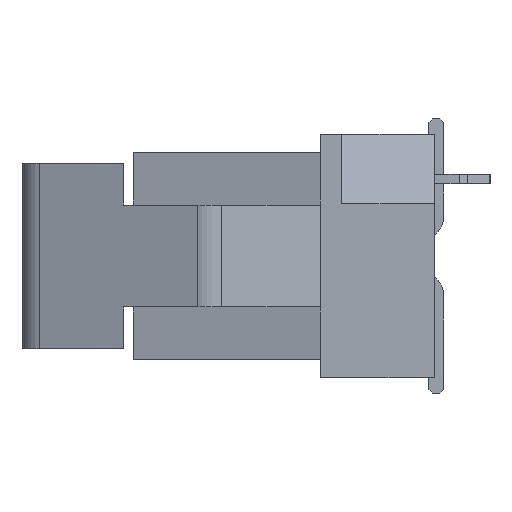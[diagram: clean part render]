
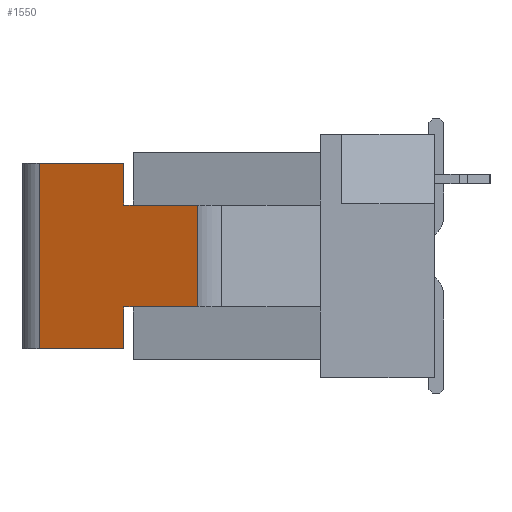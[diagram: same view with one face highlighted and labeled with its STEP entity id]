
A CAD part, left-side view. The second image highlights one B-rep face of the part: STEP entity #1550.
In plain terms, the highlighted planar face has unit normal (-0.94, 0.342, 0).
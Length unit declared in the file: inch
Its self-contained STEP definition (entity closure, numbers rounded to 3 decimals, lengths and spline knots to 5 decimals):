
#1550 = ADVANCED_FACE( '', ( #3352 ), #3353, .F. );
#3352 = FACE_OUTER_BOUND( '', #5419, .T. );
#3353 = PLANE( '', #5420 );
#5419 = EDGE_LOOP( '', ( #10296, #10297, #10298, #10299, #10300, #10301, #10302, #10303 ) );
#5420 = AXIS2_PLACEMENT_3D( '', #10304, #10305, #10306 );
#10296 = ORIENTED_EDGE( '', *, *, #14894, .T. );
#10297 = ORIENTED_EDGE( '', *, *, #14978, .T. );
#10298 = ORIENTED_EDGE( '', *, *, #15115, .F. );
#10299 = ORIENTED_EDGE( '', *, *, #15116, .T. );
#10300 = ORIENTED_EDGE( '', *, *, #13541, .F. );
#10301 = ORIENTED_EDGE( '', *, *, #15117, .F. );
#10302 = ORIENTED_EDGE( '', *, *, #15118, .F. );
#10303 = ORIENTED_EDGE( '', *, *, #15119, .F. );
#10304 = CARTESIAN_POINT( '', ( -0.62471, 0.42658, 0.055 ) );
#10305 = DIRECTION( '', ( 0.94, -0.342, 0. ) );
#10306 = DIRECTION( '', ( 0.342, 0.94, 0. ) );
#13541 = EDGE_CURVE( '', #16637, #16632, #16639, .T. );
#14894 = EDGE_CURVE( '', #18751, #18749, #18752, .T. );
#14978 = EDGE_CURVE( '', #18749, #18862, #18863, .T. );
#15115 = EDGE_CURVE( '', #19046, #18862, #19047, .T. );
#15116 = EDGE_CURVE( '', #19046, #16632, #19048, .T. );
#15117 = EDGE_CURVE( '', #19049, #16637, #19050, .T. );
#15118 = EDGE_CURVE( '', #19051, #19049, #19052, .T. );
#15119 = EDGE_CURVE( '', #18751, #19051, #19053, .T. );
#16632 = VERTEX_POINT( '', #21051 );
#16637 = VERTEX_POINT( '', #21057 );
#16639 = LINE( '', #21059, #21060 );
#18749 = VERTEX_POINT( '', #24172 );
#18751 = VERTEX_POINT( '', #24174 );
#18752 = LINE( '', #24175, #24176 );
#18862 = VERTEX_POINT( '', #24340 );
#18863 = LINE( '', #24341, #24342 );
#19046 = VERTEX_POINT( '', #24625 );
#19047 = LINE( '', #24626, #24627 );
#19048 = LINE( '', #24628, #24629 );
#19049 = VERTEX_POINT( '', #24630 );
#19050 = LINE( '', #24631, #24632 );
#19051 = VERTEX_POINT( '', #24633 );
#19052 = LINE( '', #24634, #24635 );
#19053 = LINE( '', #24636, #24637 );
#21051 = CARTESIAN_POINT( '', ( -0.68703, 0.25534, -0.055 ) );
#21057 = CARTESIAN_POINT( '', ( -0.68703, 0.25534, 0.055 ) );
#21059 = CARTESIAN_POINT( '', ( -0.68703, 0.25534, 0.055 ) );
#21060 = VECTOR( '', #26089, 39.37008 );
#24172 = CARTESIAN_POINT( '', ( -0.62471, 0.42658, -0.1 ) );
#24174 = CARTESIAN_POINT( '', ( -0.62471, 0.42658, 0.1 ) );
#24175 = CARTESIAN_POINT( '', ( -0.62471, 0.42658, 0.055 ) );
#24176 = VECTOR( '', #27326, 39.37008 );
#24340 = CARTESIAN_POINT( '', ( -0.65804, 0.335, -0.1 ) );
#24341 = CARTESIAN_POINT( '', ( -0.62471, 0.42658, -0.1 ) );
#24342 = VECTOR( '', #27396, 39.37008 );
#24625 = CARTESIAN_POINT( '', ( -0.65804, 0.335, -0.055 ) );
#24626 = CARTESIAN_POINT( '', ( -0.65804, 0.335, 0.1 ) );
#24627 = VECTOR( '', #27530, 39.37008 );
#24628 = CARTESIAN_POINT( '', ( -0.62471, 0.42658, -0.055 ) );
#24629 = VECTOR( '', #27531, 39.37008 );
#24630 = CARTESIAN_POINT( '', ( -0.65804, 0.335, 0.055 ) );
#24631 = CARTESIAN_POINT( '', ( -0.62471, 0.42658, 0.055 ) );
#24632 = VECTOR( '', #27532, 39.37008 );
#24633 = CARTESIAN_POINT( '', ( -0.65804, 0.335, 0.1 ) );
#24634 = CARTESIAN_POINT( '', ( -0.65804, 0.335, 0.1 ) );
#24635 = VECTOR( '', #27533, 39.37008 );
#24636 = CARTESIAN_POINT( '', ( -0.62471, 0.42658, 0.1 ) );
#24637 = VECTOR( '', #27534, 39.37008 );
#26089 = DIRECTION( '', ( 0., 0., -1. ) );
#27326 = DIRECTION( '', ( 0., 0., -1. ) );
#27396 = DIRECTION( '', ( -0.342, -0.94, 0. ) );
#27530 = DIRECTION( '', ( 0., 0., -1. ) );
#27531 = DIRECTION( '', ( -0.342, -0.94, 0. ) );
#27532 = DIRECTION( '', ( -0.342, -0.94, 0. ) );
#27533 = DIRECTION( '', ( 0., 0., -1. ) );
#27534 = DIRECTION( '', ( -0.342, -0.94, 0. ) );
